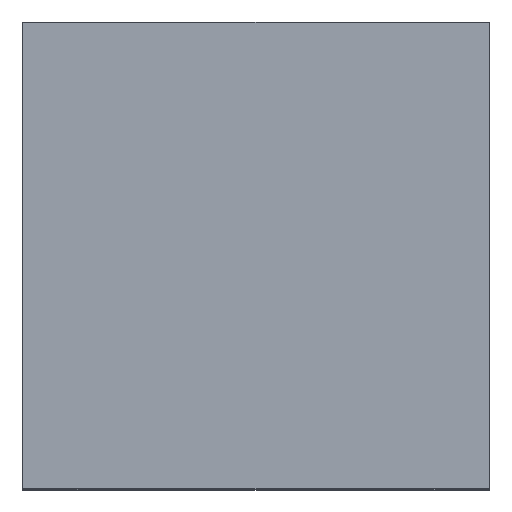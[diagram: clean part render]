
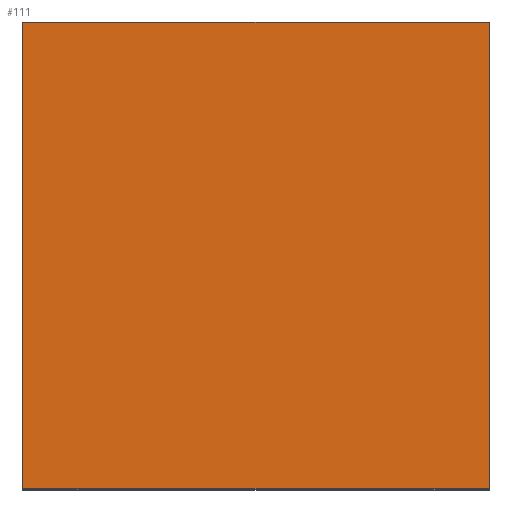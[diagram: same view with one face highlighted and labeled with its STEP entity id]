
A CAD part, top view. The second image highlights one B-rep face of the part: STEP entity #111.
In plain terms, the highlighted planar face has unit normal (0, 0, 1).
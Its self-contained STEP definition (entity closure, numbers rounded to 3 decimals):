
#111=ADVANCED_FACE('',(#219),#220,.F.);
#219=FACE_OUTER_BOUND('',#319,.T.);
#220=PLANE('',#320);
#319=EDGE_LOOP('',(#586,#587,#588,#589));
#320=AXIS2_PLACEMENT_3D('',#590,#591,#592);
#586=ORIENTED_EDGE('',*,*,#679,.T.);
#587=ORIENTED_EDGE('',*,*,#699,.T.);
#588=ORIENTED_EDGE('',*,*,#692,.F.);
#589=ORIENTED_EDGE('',*,*,#707,.F.);
#590=CARTESIAN_POINT('',(-12.5,0.0,68.0));
#591=DIRECTION('',(0.0,0.0,-1.0));
#592=DIRECTION('',(-1.0,0.0,0.0));
#679=EDGE_CURVE('',#826,#824,#827,.T.);
#692=EDGE_CURVE('',#844,#846,#847,.T.);
#699=EDGE_CURVE('',#824,#846,#856,.T.);
#707=EDGE_CURVE('',#826,#844,#864,.T.);
#824=VERTEX_POINT('',#1019);
#826=VERTEX_POINT('',#1022);
#827=LINE('',#1023,#1024);
#844=VERTEX_POINT('',#1048);
#846=VERTEX_POINT('',#1051);
#847=LINE('',#1052,#1053);
#856=LINE('',#1066,#1067);
#864=LINE('',#1078,#1079);
#1019=CARTESIAN_POINT('',(20.0,-20.0,68.0));
#1022=CARTESIAN_POINT('',(-20.0,-20.0,68.0));
#1023=CARTESIAN_POINT('',(-20.0,-20.0,68.0));
#1024=VECTOR('',#1177,40.0);
#1048=CARTESIAN_POINT('',(-20.0,20.0,68.0));
#1051=CARTESIAN_POINT('',(20.0,20.0,68.0));
#1052=CARTESIAN_POINT('',(-20.0,20.0,68.0));
#1053=VECTOR('',#1189,40.0);
#1066=CARTESIAN_POINT('',(20.0,-20.0,68.0));
#1067=VECTOR('',#1197,40.0);
#1078=CARTESIAN_POINT('',(-20.0,-20.0,68.0));
#1079=VECTOR('',#1201,40.0);
#1177=DIRECTION('',(1.0,0.0,0.0));
#1189=DIRECTION('',(1.0,0.0,0.0));
#1197=DIRECTION('',(0.0,1.0,0.0));
#1201=DIRECTION('',(0.0,1.0,0.0));
